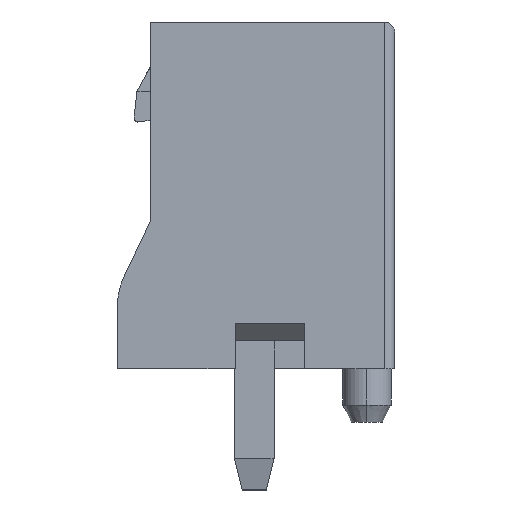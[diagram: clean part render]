
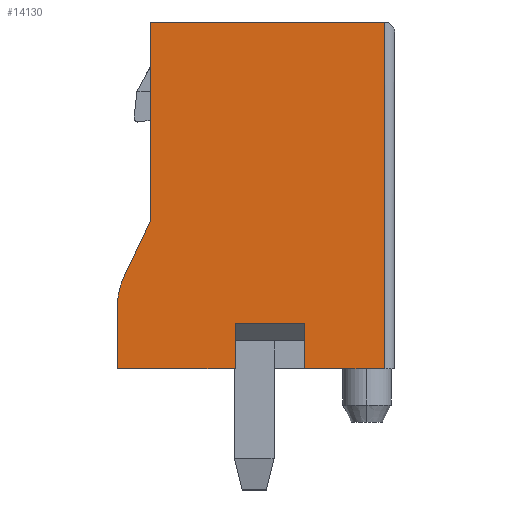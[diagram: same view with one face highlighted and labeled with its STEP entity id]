
A CAD part, left-side view. The second image highlights one B-rep face of the part: STEP entity #14130.
In plain terms, the highlighted face is planar.
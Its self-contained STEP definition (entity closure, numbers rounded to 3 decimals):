
#12700=CARTESIAN_POINT('',(18.747,-8.348,
3.746));
#12710=VERTEX_POINT('',#12700);
#13130=CARTESIAN_POINT('',(18.747,1.652,
3.746));
#13140=VERTEX_POINT('',#13130);
#13170=CARTESIAN_POINT('',(18.747,-8.348,
3.746));
#13180=DIRECTION('',(0.,1.,0.));
#13190=VECTOR('',#13180,1.);
#13200=LINE('',#13170,#13190);
#13210=EDGE_CURVE('',#12710,#13140,#13200,.T.);
#13260=CARTESIAN_POINT('',(18.747,0.752,
-2.254));
#13270=DIRECTION('',(-1.,-0.,-0.));
#13280=DIRECTION('',(0.,0.,-1.));
#13290=AXIS2_PLACEMENT_3D('',#13260,#13270,#13280);
#13300=PLANE('',#13290);
#13310=CARTESIAN_POINT('',(18.747,0.352,
1.446));
#13320=DIRECTION('',(0.,0.,-1.));
#13330=VECTOR('',#13320,1.);
#13340=LINE('',#13310,#13330);
#13350=CARTESIAN_POINT('',(18.747,0.352,
1.446));
#13360=VERTEX_POINT('',#13350);
#13370=CARTESIAN_POINT('',(18.747,0.352,
-0.554));
#13380=VERTEX_POINT('',#13370);
#13390=EDGE_CURVE('',#13360,#13380,#13340,.T.);
#13400=ORIENTED_EDGE('',*,*,#13390,.F.);
#13410=CARTESIAN_POINT('',(18.747,1.652,
-0.554));
#13420=DIRECTION('',(0.,-1.,0.));
#13430=VECTOR('',#13420,1.);
#13440=LINE('',#13410,#13430);
#13450=CARTESIAN_POINT('',(18.747,1.652,
-0.554));
#13460=VERTEX_POINT('',#13450);
#13470=EDGE_CURVE('',#13460,#13380,#13440,.T.);
#13480=ORIENTED_EDGE('',*,*,#13470,.T.);
#13490=CARTESIAN_POINT('',(18.747,1.652,
-3.954));
#13500=DIRECTION('',(0.,0.,1.));
#13510=VECTOR('',#13500,1.);
#13520=LINE('',#13490,#13510);
#13530=CARTESIAN_POINT('',(18.747,1.652,
-3.954));
#13540=VERTEX_POINT('',#13530);
#13550=EDGE_CURVE('',#13540,#13460,#13520,.T.);
#13560=ORIENTED_EDGE('',*,*,#13550,.T.);
#13570=CARTESIAN_POINT('',(18.747,-0.147,
-3.954));
#13580=DIRECTION('',(0.,1.,0.));
#13590=VECTOR('',#13580,1.);
#13600=LINE('',#13570,#13590);
#13610=CARTESIAN_POINT('',(18.747,-0.147,
-3.954));
#13620=VERTEX_POINT('',#13610);
#13630=EDGE_CURVE('',#13620,#13540,#13600,.T.);
#13640=ORIENTED_EDGE('',*,*,#13630,.T.);
#13650=CARTESIAN_POINT('',(18.747,-0.147,
-1.954));
#13660=DIRECTION('',(1.,0.,0.));
#13670=DIRECTION('',(0.,-0.429,-0.903));
#13680=AXIS2_PLACEMENT_3D('',#13650,#13660,#13670);
#13690=CIRCLE('',#13680,2.);
#13700=CARTESIAN_POINT('',(18.747,-1.005,
-3.761));
#13710=VERTEX_POINT('',#13700);
#13720=EDGE_CURVE('',#13710,#13620,#13690,.T.);
#13730=ORIENTED_EDGE('',*,*,#13720,.T.);
#13740=CARTESIAN_POINT('',(18.747,-2.598,
-3.004));
#13750=DIRECTION('',(0.,0.903,-0.429));
#13760=VECTOR('',#13750,1.);
#13770=LINE('',#13740,#13760);
#13780=CARTESIAN_POINT('',(18.747,-2.598,
-3.004));
#13790=VERTEX_POINT('',#13780);
#13800=EDGE_CURVE('',#13790,#13710,#13770,.T.);
#13810=ORIENTED_EDGE('',*,*,#13800,.T.);
#13820=CARTESIAN_POINT('',(18.747,-2.598,
-3.004));
#13830=DIRECTION('',(0.,-1.,0.));
#13840=VECTOR('',#13830,1.);
#13850=LINE('',#13820,#13840);
#13860=CARTESIAN_POINT('',(18.747,-8.348,
-3.004));
#13870=VERTEX_POINT('',#13860);
#13880=EDGE_CURVE('',#13790,#13870,#13850,.T.);
#13890=ORIENTED_EDGE('',*,*,#13880,.F.);
#13900=CARTESIAN_POINT('',(18.747,-8.348,
3.746));
#13910=DIRECTION('',(0.,0.,-1.));
#13920=VECTOR('',#13910,1.);
#13930=LINE('',#13900,#13920);
#13940=EDGE_CURVE('',#12710,#13870,#13930,.T.);
#13950=ORIENTED_EDGE('',*,*,#13940,.T.);
#13960=ORIENTED_EDGE('',*,*,#13210,.F.);
#13970=CARTESIAN_POINT('',(18.747,1.652,
1.446));
#13980=DIRECTION('',(0.,0.,1.));
#13990=VECTOR('',#13980,1.);
#14000=LINE('',#13970,#13990);
#14010=CARTESIAN_POINT('',(18.747,1.652,
1.446));
#14020=VERTEX_POINT('',#14010);
#14030=EDGE_CURVE('',#14020,#13140,#14000,.T.);
#14040=ORIENTED_EDGE('',*,*,#14030,.T.);
#14050=CARTESIAN_POINT('',(18.747,0.352,
1.446));
#14060=DIRECTION('',(0.,1.,0.));
#14070=VECTOR('',#14060,1.);
#14080=LINE('',#14050,#14070);
#14090=EDGE_CURVE('',#13360,#14020,#14080,.T.);
#14100=ORIENTED_EDGE('',*,*,#14090,.T.);
#14110=EDGE_LOOP('',(#14100,#14040,#13960,#13950,#13890,#13810,#13730,
#13640,#13560,#13480,#13400));
#14120=FACE_OUTER_BOUND('',#14110,.T.);
#14130=ADVANCED_FACE('',(#14120),#13300,.F.);
